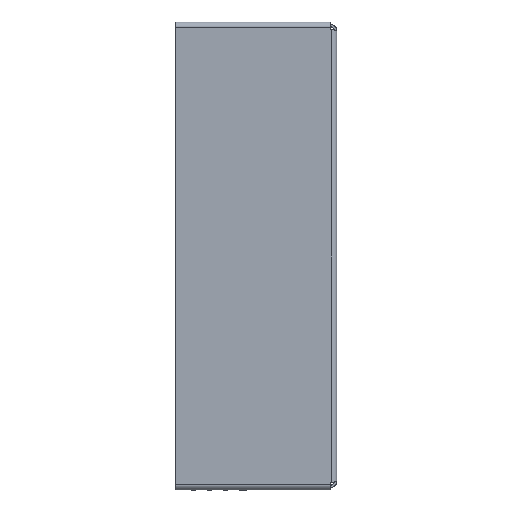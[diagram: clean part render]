
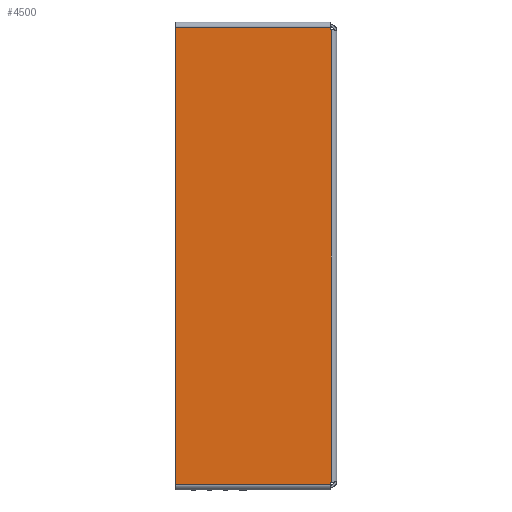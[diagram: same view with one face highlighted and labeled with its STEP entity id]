
A CAD part, left-side view. The second image highlights one B-rep face of the part: STEP entity #4500.
In plain terms, the highlighted planar face has unit normal (-1, 0, 0).
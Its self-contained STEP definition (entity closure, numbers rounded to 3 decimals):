
#112 = ORIENTED_EDGE ( 'NONE', *, *, #11340, .T. ) ;
#130 = EDGE_CURVE ( 'NONE', #2930, #6077, #9026, .T. ) ;
#781 = EDGE_CURVE ( 'NONE', #5312, #1637, #2228, .T. ) ;
#920 = CARTESIAN_POINT ( 'NONE',  ( -179.175, 4.175, 269.6 ) ) ;
#1098 = DIRECTION ( 'NONE',  ( 0., 1., 0. ) ) ;
#1450 = CARTESIAN_POINT ( 'NONE',  ( -179.175, 4.175, -269.6 ) ) ;
#1637 = VERTEX_POINT ( 'NONE', #11089 ) ;
#2194 = CARTESIAN_POINT ( 'NONE',  ( -179.175, 4.175, 269.6 ) ) ;
#2209 = PLANE ( 'NONE',  #2280 ) ;
#2228 = LINE ( 'NONE', #5832, #3215 ) ;
#2275 = ORIENTED_EDGE ( 'NONE', *, *, #11661, .T. ) ;
#2280 = AXIS2_PLACEMENT_3D ( 'NONE', #6771, #9508, #3101 ) ;
#2597 = VERTEX_POINT ( 'NONE', #8807 ) ;
#2626 = VECTOR ( 'NONE', #8373, 1000. ) ;
#2888 = DIRECTION ( 'NONE',  ( 0., 0., -1. ) ) ;
#2930 = VERTEX_POINT ( 'NONE', #2194 ) ;
#3008 = VECTOR ( 'NONE', #1098, 1000. ) ;
#3101 = DIRECTION ( 'NONE',  ( 0., 1., 0. ) ) ;
#3211 = ORIENTED_EDGE ( 'NONE', *, *, #5763, .F. ) ;
#3215 = VECTOR ( 'NONE', #6853, 1000. ) ;
#3514 = ORIENTED_EDGE ( 'NONE', *, *, #130, .T. ) ;
#3812 = CARTESIAN_POINT ( 'NONE',  ( -179.175, 4.175, 266.672 ) ) ;
#4324 = VECTOR ( 'NONE', #5461, 1000. ) ;
#4500 = ADVANCED_FACE ( 'NONE', ( #4997 ), #2209, .F. ) ;
#4525 = ORIENTED_EDGE ( 'NONE', *, *, #7969, .T. ) ;
#4636 = VECTOR ( 'NONE', #10099, 1000. ) ;
#4723 = VECTOR ( 'NONE', #2888, 1000. ) ;
#4997 = FACE_OUTER_BOUND ( 'NONE', #11578, .T. ) ;
#5312 = VERTEX_POINT ( 'NONE', #1450 ) ;
#5367 = LINE ( 'NONE', #5478, #4636 ) ;
#5461 = DIRECTION ( 'NONE',  ( 0., 1., 0. ) ) ;
#5478 = CARTESIAN_POINT ( 'NONE',  ( -179.175, 187.3, -269.6 ) ) ;
#5566 = LINE ( 'NONE', #8301, #11513 ) ;
#5713 = VERTEX_POINT ( 'NONE', #3812 ) ;
#5763 = EDGE_CURVE ( 'NONE', #9024, #1637, #7426, .T. ) ;
#5832 = CARTESIAN_POINT ( 'NONE',  ( -179.175, 4.175, -269.6 ) ) ;
#6077 = VERTEX_POINT ( 'NONE', #9312 ) ;
#6771 = CARTESIAN_POINT ( 'NONE',  ( -179.175, 0., 0. ) ) ;
#6853 = DIRECTION ( 'NONE',  ( 0., 0., 1. ) ) ;
#7082 = LINE ( 'NONE', #8736, #9709 ) ;
#7132 = DIRECTION ( 'NONE',  ( 0., 0., -1. ) ) ;
#7156 = EDGE_CURVE ( 'NONE', #2930, #5713, #7082, .T. ) ;
#7337 = LINE ( 'NONE', #10926, #4723 ) ;
#7426 = LINE ( 'NONE', #7557, #2626 ) ;
#7473 = CARTESIAN_POINT ( 'NONE',  ( -179.175, 3.175, -266.672 ) ) ;
#7557 = CARTESIAN_POINT ( 'NONE',  ( -179.175, 0., -266.672 ) ) ;
#7654 = CARTESIAN_POINT ( 'NONE',  ( -179.175, 187.3, -269.6 ) ) ;
#7969 = EDGE_CURVE ( 'NONE', #10724, #5312, #5367, .T. ) ;
#8013 = ORIENTED_EDGE ( 'NONE', *, *, #7156, .F. ) ;
#8301 = CARTESIAN_POINT ( 'NONE',  ( -179.175, 3.175, 0. ) ) ;
#8373 = DIRECTION ( 'NONE',  ( 0., 1., 0. ) ) ;
#8736 = CARTESIAN_POINT ( 'NONE',  ( -179.175, 4.175, 269.6 ) ) ;
#8807 = CARTESIAN_POINT ( 'NONE',  ( -179.175, 3.175, 266.672 ) ) ;
#9024 = VERTEX_POINT ( 'NONE', #7473 ) ;
#9026 = LINE ( 'NONE', #920, #4324 ) ;
#9312 = CARTESIAN_POINT ( 'NONE',  ( -179.175, 187.3, 269.6 ) ) ;
#9339 = LINE ( 'NONE', #10217, #3008 ) ;
#9508 = DIRECTION ( 'NONE',  ( 1., 0., 0. ) ) ;
#9709 = VECTOR ( 'NONE', #10674, 1000. ) ;
#10099 = DIRECTION ( 'NONE',  ( 0., -1., 0. ) ) ;
#10190 = EDGE_CURVE ( 'NONE', #2597, #9024, #5566, .T. ) ;
#10217 = CARTESIAN_POINT ( 'NONE',  ( -179.175, 0., 266.672 ) ) ;
#10674 = DIRECTION ( 'NONE',  ( 0., 0., -1. ) ) ;
#10724 = VERTEX_POINT ( 'NONE', #7654 ) ;
#10926 = CARTESIAN_POINT ( 'NONE',  ( -179.175, 187.3, -269.5 ) ) ;
#11089 = CARTESIAN_POINT ( 'NONE',  ( -179.175, 4.175, -266.672 ) ) ;
#11158 = ORIENTED_EDGE ( 'NONE', *, *, #10190, .F. ) ;
#11340 = EDGE_CURVE ( 'NONE', #6077, #10724, #7337, .T. ) ;
#11513 = VECTOR ( 'NONE', #7132, 1000. ) ;
#11550 = ORIENTED_EDGE ( 'NONE', *, *, #781, .T. ) ;
#11578 = EDGE_LOOP ( 'NONE', ( #11158, #2275, #8013, #3514, #112, #4525, #11550, #3211 ) ) ;
#11661 = EDGE_CURVE ( 'NONE', #2597, #5713, #9339, .T. ) ;
